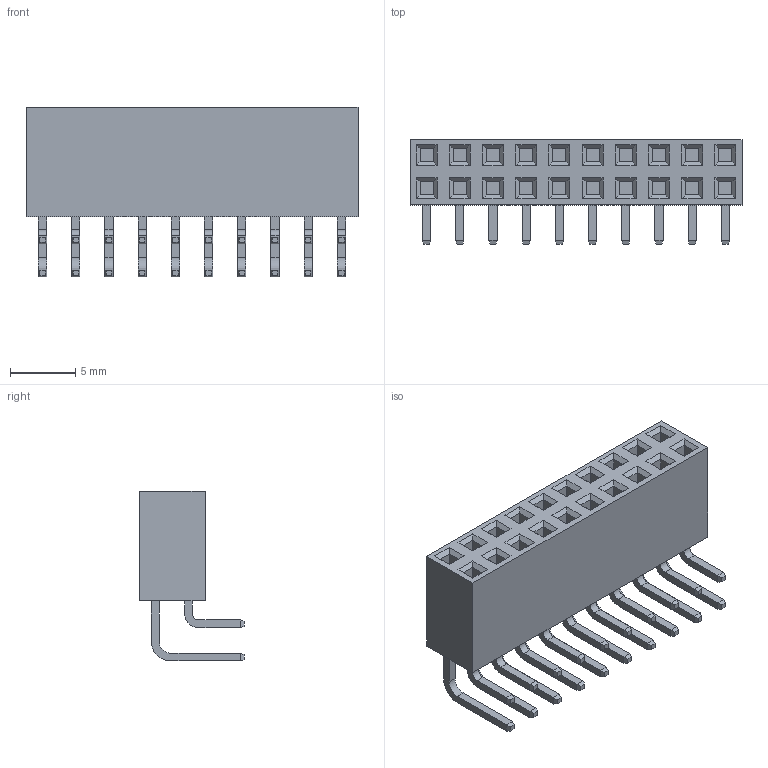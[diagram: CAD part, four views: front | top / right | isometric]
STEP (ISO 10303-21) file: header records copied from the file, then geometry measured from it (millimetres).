
FILE_DESCRIPTION (( 'STEP AP214' ), '1' );
FILE_NAME ('User Library-PBD-R.STEP', '2016-09-04T12:18:23', ( 'Windows User' ), ( '' ), 'SwSTEP 2.0', 'SolidWorks 2016', '' );
FILE_SCHEMA (( 'AUTOMOTIVE_DESIGN' ));
Length unit declared in the file: millimetre
Products named in the file (1): User Library-PBD-R
Bounding box: 25.4 x 8 x 13 mm (x, y, z)
Volume: 1004.3 mm3; surface area: 1631.1 mm2
Topology: 1 solids, 1 shells, 446 faces, 1052 edges, 648 vertices
Faces by surface type: plane 406, cylinder 40
Entity records: 17336 total; most frequent: CARTESIAN_POINT 2147, ORIENTED_EDGE 2104, DIRECTION 2026, EDGE_CURVE 1052, LINE 972, VECTOR 972, VERTEX_POINT 648, AXIS2_PLACEMENT_3D 527
